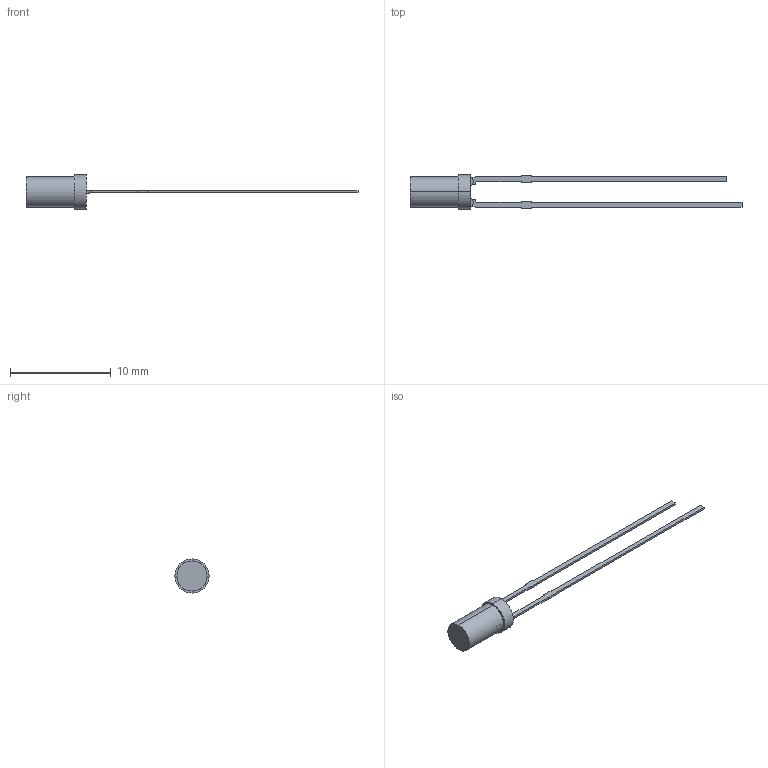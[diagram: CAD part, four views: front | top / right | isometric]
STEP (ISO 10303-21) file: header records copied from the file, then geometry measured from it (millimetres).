
FILE_DESCRIPTION (( 'STEP AP214' ), '1' );
FILE_NAME ('User Library-LED Orange 3mm L-424EDT.STEP', '2022-11-15T14:06:04', ( '' ), ( '' ), 'SwSTEP 2.0', 'SolidWorks 2022', '' );
FILE_SCHEMA (( 'AUTOMOTIVE_DESIGN' ));
Length unit declared in the file: millimetre
Products named in the file (3): _X2_041B0438043D04370430_X0_; _X2_041D043E0436043A0438_X0_; User Library-LED Orange 3mm L-424EDT
Assembly tree (2 placements, depth 2):
  User Library-LED Orange 3mm L-424EDT
    _X2_041B0438043D04370430_X0_
    _X2_041D043E0436043A0438_X0_
Bounding box: 32.99 x 3.4 x 3.4 mm (x, y, z)
Volume: 51.5 mm3; surface area: 167.4 mm2
Topology: 3 solids, 3 shells, 84 faces, 225 edges, 150 vertices
Faces by surface type: plane 61, cylinder 19, torus 4
Entity records: 3678 total; most frequent: CARTESIAN_POINT 484, DIRECTION 453, ORIENTED_EDGE 450, EDGE_CURVE 225, VECTOR 167, LINE 167, VERTEX_POINT 150, AXIS2_PLACEMENT_3D 143
